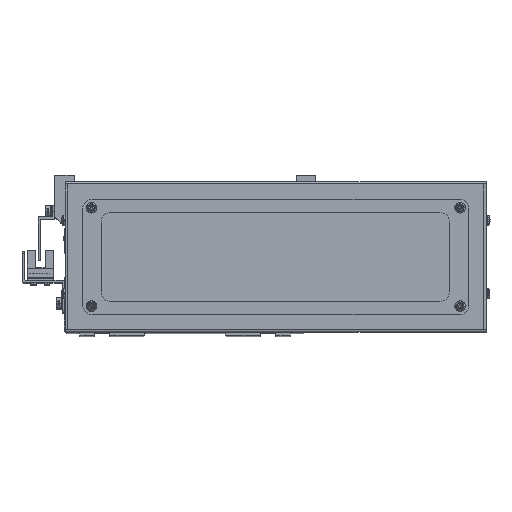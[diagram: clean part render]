
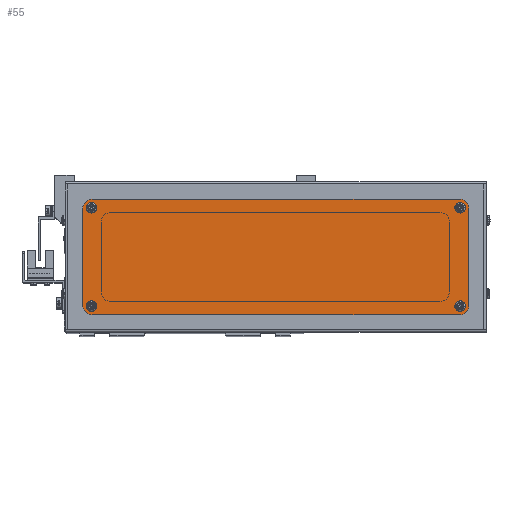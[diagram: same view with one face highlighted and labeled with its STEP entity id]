
A CAD part, top view. The second image highlights one B-rep face of the part: STEP entity #55.
In plain terms, the highlighted planar face has unit normal (0, 0, 1).
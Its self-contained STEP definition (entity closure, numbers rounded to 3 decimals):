
#55 = ADVANCED_FACE ( 'NONE', ( #20251, #16779, #46113, #2074, #59098 ), #50742, .T. ) ;
#81 = DIRECTION ( 'NONE',  ( 1., 0., 0. ) ) ;
#225 = ORIENTED_EDGE ( 'NONE', *, *, #42749, .T. ) ;
#523 = LINE ( 'NONE', #63516, #70523 ) ;
#1760 = VERTEX_POINT ( 'NONE', #49454 ) ;
#1784 = VECTOR ( 'NONE', #50681, 1000. ) ;
#2074 = FACE_BOUND ( 'NONE', #38537, .T. ) ;
#3523 = VERTEX_POINT ( 'NONE', #42638 ) ;
#3706 = ORIENTED_EDGE ( 'NONE', *, *, #22076, .F. ) ;
#3907 = CARTESIAN_POINT ( 'NONE',  ( -97.2, 25.5, 2. ) ) ;
#3981 = ORIENTED_EDGE ( 'NONE', *, *, #15212, .T. ) ;
#4171 = DIRECTION ( 'NONE',  ( 0., 0., 1. ) ) ;
#5740 = CARTESIAN_POINT ( 'NONE',  ( -95.5, -25.5, 2. ) ) ;
#6162 = AXIS2_PLACEMENT_3D ( 'NONE', #50306, #17241, #55865 ) ;
#6191 = VERTEX_POINT ( 'NONE', #70333 ) ;
#6659 = AXIS2_PLACEMENT_3D ( 'NONE', #30768, #69401, #36320 ) ;
#6833 = EDGE_CURVE ( 'NONE', #64397, #54373, #15825, .T. ) ;
#8922 = CARTESIAN_POINT ( 'NONE',  ( 95.5, 25.5, 2. ) ) ;
#10098 = EDGE_CURVE ( 'NONE', #18129, #62518, #39173, .T. ) ;
#10670 = ORIENTED_EDGE ( 'NONE', *, *, #42989, .T. ) ;
#10803 = EDGE_CURVE ( 'NONE', #54373, #56586, #59064, .T. ) ;
#11322 = DIRECTION ( 'NONE',  ( 1., 0., 0. ) ) ;
#11777 = VERTEX_POINT ( 'NONE', #63714 ) ;
#12436 = VERTEX_POINT ( 'NONE', #46948 ) ;
#13807 = CARTESIAN_POINT ( 'NONE',  ( -95., 30., 2. ) ) ;
#14364 = AXIS2_PLACEMENT_3D ( 'NONE', #32558, #71169, #38118 ) ;
#14474 = DIRECTION ( 'NONE',  ( 1., 0., 0. ) ) ;
#15212 = EDGE_CURVE ( 'NONE', #1760, #57665, #51884, .T. ) ;
#15825 = CIRCLE ( 'NONE', #47130, 5. ) ;
#16779 = FACE_BOUND ( 'NONE', #27520, .T. ) ;
#17241 = DIRECTION ( 'NONE',  ( 0., 0., 1. ) ) ;
#17446 = CARTESIAN_POINT ( 'NONE',  ( 95.5, -25.5, 2. ) ) ;
#17809 = CIRCLE ( 'NONE', #14364, 5. ) ;
#18083 = ORIENTED_EDGE ( 'NONE', *, *, #30937, .F. ) ;
#18129 = VERTEX_POINT ( 'NONE', #24568 ) ;
#18137 = AXIS2_PLACEMENT_3D ( 'NONE', #37302, #4171, #42819 ) ;
#19035 = DIRECTION ( 'NONE',  ( 0., 0., 1. ) ) ;
#19115 = ORIENTED_EDGE ( 'NONE', *, *, #10098, .F. ) ;
#19218 = CARTESIAN_POINT ( 'NONE',  ( 93.8, 25.5, 2. ) ) ;
#20251 = FACE_BOUND ( 'NONE', #66423, .T. ) ;
#22076 = EDGE_CURVE ( 'NONE', #39479, #55878, #56105, .T. ) ;
#22197 = CARTESIAN_POINT ( 'NONE',  ( -95., 25., 2. ) ) ;
#22997 = DIRECTION ( 'NONE',  ( 1., 0., 0. ) ) ;
#24568 = CARTESIAN_POINT ( 'NONE',  ( 97.2, -25.5, 2. ) ) ;
#24771 = DIRECTION ( 'NONE',  ( 0., -1., 0. ) ) ;
#25497 = VERTEX_POINT ( 'NONE', #39486 ) ;
#26113 = EDGE_CURVE ( 'NONE', #3523, #1760, #26982, .T. ) ;
#26769 = EDGE_LOOP ( 'NONE', ( #50128, #44211 ) ) ;
#26905 = VERTEX_POINT ( 'NONE', #69042 ) ;
#26982 = LINE ( 'NONE', #67177, #69309 ) ;
#27520 = EDGE_LOOP ( 'NONE', ( #3706, #68759 ) ) ;
#27750 = DIRECTION ( 'NONE',  ( 1., 0., 0. ) ) ;
#28233 = CIRCLE ( 'NONE', #6162, 1.7 ) ;
#29008 = DIRECTION ( 'NONE',  ( 0., 0., 1. ) ) ;
#29071 = CIRCLE ( 'NONE', #56690, 5. ) ;
#29702 = VECTOR ( 'NONE', #24771, 1000. ) ;
#30768 = CARTESIAN_POINT ( 'NONE',  ( -95.5, 25.5, 2. ) ) ;
#30937 = EDGE_CURVE ( 'NONE', #11777, #38398, #33209, .T. ) ;
#31090 = AXIS2_PLACEMENT_3D ( 'NONE', #57513, #47103, #46687 ) ;
#31299 = DIRECTION ( 'NONE',  ( 0., 0., 1. ) ) ;
#31622 = EDGE_CURVE ( 'NONE', #55878, #39479, #35715, .T. ) ;
#31830 = CIRCLE ( 'NONE', #18137, 1.7 ) ;
#31834 = CARTESIAN_POINT ( 'NONE',  ( 97.2, 25.5, 2. ) ) ;
#32558 = CARTESIAN_POINT ( 'NONE',  ( -95., -25., 2. ) ) ;
#33187 = DIRECTION ( 'NONE',  ( 0., 0., 1. ) ) ;
#33209 = CIRCLE ( 'NONE', #6659, 1.7 ) ;
#34567 = EDGE_CURVE ( 'NONE', #57665, #6191, #60522, .T. ) ;
#35381 = AXIS2_PLACEMENT_3D ( 'NONE', #64395, #31299, #69934 ) ;
#35715 = CIRCLE ( 'NONE', #37334, 1.7 ) ;
#35996 = DIRECTION ( 'NONE',  ( -1., 0., 0. ) ) ;
#36320 = DIRECTION ( 'NONE',  ( 1., 0., 0. ) ) ;
#36899 = EDGE_CURVE ( 'NONE', #38398, #11777, #31830, .T. ) ;
#37302 = CARTESIAN_POINT ( 'NONE',  ( -95.5, 25.5, 2. ) ) ;
#37334 = AXIS2_PLACEMENT_3D ( 'NONE', #8922, #47534, #14474 ) ;
#37971 = EDGE_CURVE ( 'NONE', #26905, #12436, #28233, .T. ) ;
#38118 = DIRECTION ( 'NONE',  ( 1., 0., 0. ) ) ;
#38398 = VERTEX_POINT ( 'NONE', #3907 ) ;
#38537 = EDGE_LOOP ( 'NONE', ( #56451, #18083 ) ) ;
#39173 = CIRCLE ( 'NONE', #67255, 1.7 ) ;
#39479 = VERTEX_POINT ( 'NONE', #19218 ) ;
#39486 = CARTESIAN_POINT ( 'NONE',  ( 95., 30., 2. ) ) ;
#39582 = CARTESIAN_POINT ( 'NONE',  ( 100., 25., 2. ) ) ;
#39829 = CARTESIAN_POINT ( 'NONE',  ( -100., 25., 2. ) ) ;
#39924 = CARTESIAN_POINT ( 'NONE',  ( 100., -25., 2. ) ) ;
#40587 = CIRCLE ( 'NONE', #45191, 1.7 ) ;
#42424 = ORIENTED_EDGE ( 'NONE', *, *, #6833, .T. ) ;
#42638 = CARTESIAN_POINT ( 'NONE',  ( -95., -30., 2. ) ) ;
#42749 = EDGE_CURVE ( 'NONE', #25497, #64397, #523, .T. ) ;
#42819 = DIRECTION ( 'NONE',  ( 1., 0., 0. ) ) ;
#42989 = EDGE_CURVE ( 'NONE', #56586, #3523, #17809, .T. ) ;
#44211 = ORIENTED_EDGE ( 'NONE', *, *, #59915, .F. ) ;
#44398 = DIRECTION ( 'NONE',  ( 0., 0., 1. ) ) ;
#45191 = AXIS2_PLACEMENT_3D ( 'NONE', #5740, #44398, #11322 ) ;
#45465 = EDGE_LOOP ( 'NONE', ( #10670, #48339, #3981, #49945, #57906, #225, #42424, #49155 ) ) ;
#45550 = EDGE_CURVE ( 'NONE', #62518, #18129, #45884, .T. ) ;
#45732 = ORIENTED_EDGE ( 'NONE', *, *, #45550, .F. ) ;
#45884 = CIRCLE ( 'NONE', #53281, 1.7 ) ;
#46113 = FACE_OUTER_BOUND ( 'NONE', #45465, .T. ) ;
#46687 = DIRECTION ( 'NONE',  ( 1., 0., 0. ) ) ;
#46948 = CARTESIAN_POINT ( 'NONE',  ( -93.8, -25.5, 2. ) ) ;
#47103 = DIRECTION ( 'NONE',  ( 0., 0., 1. ) ) ;
#47130 = AXIS2_PLACEMENT_3D ( 'NONE', #22197, #60795, #27750 ) ;
#47534 = DIRECTION ( 'NONE',  ( 0., 0., 1. ) ) ;
#48339 = ORIENTED_EDGE ( 'NONE', *, *, #26113, .T. ) ;
#49155 = ORIENTED_EDGE ( 'NONE', *, *, #10803, .T. ) ;
#49454 = CARTESIAN_POINT ( 'NONE',  ( 95., -30., 2. ) ) ;
#49945 = ORIENTED_EDGE ( 'NONE', *, *, #34567, .T. ) ;
#50128 = ORIENTED_EDGE ( 'NONE', *, *, #37971, .F. ) ;
#50306 = CARTESIAN_POINT ( 'NONE',  ( -95.5, -25.5, 2. ) ) ;
#50681 = DIRECTION ( 'NONE',  ( 0., 1., 0. ) ) ;
#50742 = PLANE ( 'NONE',  #31090 ) ;
#51884 = CIRCLE ( 'NONE', #54532, 5. ) ;
#52110 = CARTESIAN_POINT ( 'NONE',  ( 95.5, -25.5, 2. ) ) ;
#53281 = AXIS2_PLACEMENT_3D ( 'NONE', #17446, #56071, #22997 ) ;
#54373 = VERTEX_POINT ( 'NONE', #39829 ) ;
#54532 = AXIS2_PLACEMENT_3D ( 'NONE', #66244, #33187, #81 ) ;
#55128 = CARTESIAN_POINT ( 'NONE',  ( -100., -25., 2. ) ) ;
#55865 = DIRECTION ( 'NONE',  ( 1., 0., 0. ) ) ;
#55878 = VERTEX_POINT ( 'NONE', #31834 ) ;
#56071 = DIRECTION ( 'NONE',  ( 0., 0., 1. ) ) ;
#56105 = CIRCLE ( 'NONE', #35381, 1.7 ) ;
#56451 = ORIENTED_EDGE ( 'NONE', *, *, #36899, .F. ) ;
#56586 = VERTEX_POINT ( 'NONE', #55128 ) ;
#56690 = AXIS2_PLACEMENT_3D ( 'NONE', #62075, #29008, #67631 ) ;
#57513 = CARTESIAN_POINT ( 'NONE',  ( -95., -25., 2. ) ) ;
#57665 = VERTEX_POINT ( 'NONE', #39924 ) ;
#57670 = DIRECTION ( 'NONE',  ( 1., 0., 0. ) ) ;
#57824 = CARTESIAN_POINT ( 'NONE',  ( -100., -25., 2. ) ) ;
#57906 = ORIENTED_EDGE ( 'NONE', *, *, #65751, .T. ) ;
#59064 = LINE ( 'NONE', #57824, #29702 ) ;
#59098 = FACE_BOUND ( 'NONE', #26769, .T. ) ;
#59915 = EDGE_CURVE ( 'NONE', #12436, #26905, #40587, .T. ) ;
#60522 = LINE ( 'NONE', #39582, #1784 ) ;
#60795 = DIRECTION ( 'NONE',  ( 0., 0., 1. ) ) ;
#61616 = DIRECTION ( 'NONE',  ( 1., 0., 0. ) ) ;
#62075 = CARTESIAN_POINT ( 'NONE',  ( 95., 25., 2. ) ) ;
#62518 = VERTEX_POINT ( 'NONE', #63625 ) ;
#63516 = CARTESIAN_POINT ( 'NONE',  ( -95., 30., 2. ) ) ;
#63625 = CARTESIAN_POINT ( 'NONE',  ( 93.8, -25.5, 2. ) ) ;
#63714 = CARTESIAN_POINT ( 'NONE',  ( -93.8, 25.5, 2. ) ) ;
#64395 = CARTESIAN_POINT ( 'NONE',  ( 95.5, 25.5, 2. ) ) ;
#64397 = VERTEX_POINT ( 'NONE', #13807 ) ;
#65751 = EDGE_CURVE ( 'NONE', #6191, #25497, #29071, .T. ) ;
#66244 = CARTESIAN_POINT ( 'NONE',  ( 95., -25., 2. ) ) ;
#66423 = EDGE_LOOP ( 'NONE', ( #45732, #19115 ) ) ;
#67177 = CARTESIAN_POINT ( 'NONE',  ( 95., -30., 2. ) ) ;
#67255 = AXIS2_PLACEMENT_3D ( 'NONE', #52110, #19035, #57670 ) ;
#67631 = DIRECTION ( 'NONE',  ( 1., 0., 0. ) ) ;
#68759 = ORIENTED_EDGE ( 'NONE', *, *, #31622, .F. ) ;
#69042 = CARTESIAN_POINT ( 'NONE',  ( -97.2, -25.5, 2. ) ) ;
#69309 = VECTOR ( 'NONE', #61616, 1000. ) ;
#69401 = DIRECTION ( 'NONE',  ( 0., 0., 1. ) ) ;
#69934 = DIRECTION ( 'NONE',  ( 1., 0., 0. ) ) ;
#70333 = CARTESIAN_POINT ( 'NONE',  ( 100., 25., 2. ) ) ;
#70523 = VECTOR ( 'NONE', #35996, 1000. ) ;
#71169 = DIRECTION ( 'NONE',  ( 0., 0., 1. ) ) ;
